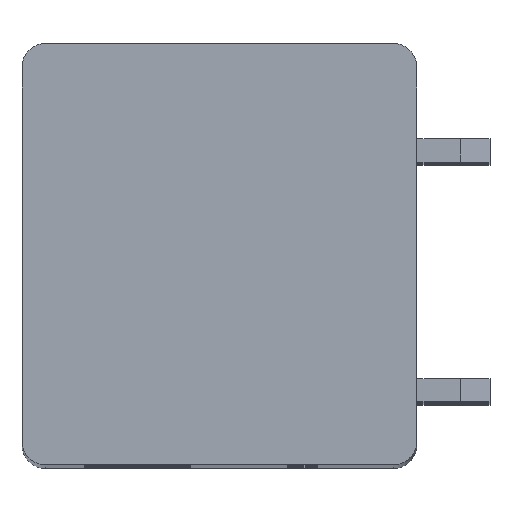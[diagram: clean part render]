
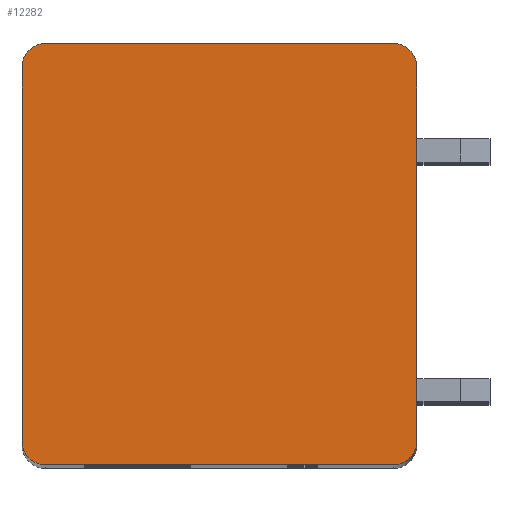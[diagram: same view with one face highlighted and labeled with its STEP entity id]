
A CAD part, top view. The second image highlights one B-rep face of the part: STEP entity #12282.
In plain terms, the highlighted planar face has unit normal (0, 0, 1).
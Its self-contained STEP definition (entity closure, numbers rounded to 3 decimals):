
#1905=CARTESIAN_POINT('',(-5.95,6.4,2.5));
#1906=DIRECTION('',(0.,0.,1.));
#1907=DIRECTION('',(0.,1.,0.));
#1908=AXIS2_PLACEMENT_3D('',#1905,#1906,#1907);
#1910=DIRECTION('',(-1.,0.,0.));
#1911=VECTOR('',#1910,11.9);
#1912=CARTESIAN_POINT('',(5.95,7.2,2.5));
#1913=LINE('',#1912,#1911);
#1914=CARTESIAN_POINT('',(5.95,6.4,2.5));
#1915=DIRECTION('',(0.,0.,1.));
#1916=DIRECTION('',(1.,0.,0.));
#1917=AXIS2_PLACEMENT_3D('',#1914,#1915,#1916);
#1919=DIRECTION('',(0.,1.,0.));
#1920=VECTOR('',#1919,12.8);
#1921=CARTESIAN_POINT('',(6.75,-6.4,2.5));
#1922=LINE('',#1921,#1920);
#1923=CARTESIAN_POINT('',(5.95,-6.4,2.5));
#1924=DIRECTION('',(0.,0.,1.));
#1925=DIRECTION('',(0.,-1.,0.));
#1926=AXIS2_PLACEMENT_3D('',#1923,#1924,#1925);
#1928=DIRECTION('',(1.,0.,0.));
#1929=VECTOR('',#1928,11.9);
#1930=CARTESIAN_POINT('',(-5.95,-7.2,2.5));
#1931=LINE('',#1930,#1929);
#1932=CARTESIAN_POINT('',(-5.95,-6.4,2.5));
#1933=DIRECTION('',(0.,0.,1.));
#1934=DIRECTION('',(-1.,0.,0.));
#1935=AXIS2_PLACEMENT_3D('',#1932,#1933,#1934);
#1937=DIRECTION('',(0.,-1.,0.));
#1938=VECTOR('',#1937,12.8);
#1939=CARTESIAN_POINT('',(-6.75,6.4,2.5));
#1940=LINE('',#1939,#1938);
#8875=CARTESIAN_POINT('',(-5.95,7.2,2.5));
#8876=VERTEX_POINT('',#8875);
#8877=CARTESIAN_POINT('',(-6.75,6.4,2.5));
#8878=VERTEX_POINT('',#8877);
#8883=CARTESIAN_POINT('',(6.75,6.4,2.5));
#8884=VERTEX_POINT('',#8883);
#8885=CARTESIAN_POINT('',(5.95,7.2,2.5));
#8886=VERTEX_POINT('',#8885);
#8891=CARTESIAN_POINT('',(-6.75,-6.4,2.5));
#8892=VERTEX_POINT('',#8891);
#8893=CARTESIAN_POINT('',(-5.95,-7.2,2.5));
#8894=VERTEX_POINT('',#8893);
#8899=CARTESIAN_POINT('',(5.95,-7.2,2.5));
#8900=VERTEX_POINT('',#8899);
#8901=CARTESIAN_POINT('',(6.75,-6.4,2.5));
#8902=VERTEX_POINT('',#8901);
#12267=CARTESIAN_POINT('',(0.,0.,2.5));
#12268=DIRECTION('',(0.,0.,1.));
#12269=DIRECTION('',(1.,0.,0.));
#12270=AXIS2_PLACEMENT_3D('',#12267,#12268,#12269);
#12271=PLANE('',#12270);
#12272=ORIENTED_EDGE('',*,*,#11155,.F.);
#12273=ORIENTED_EDGE('',*,*,#11171,.F.);
#12274=ORIENTED_EDGE('',*,*,#11520,.F.);
#12275=ORIENTED_EDGE('',*,*,#11535,.F.);
#12276=ORIENTED_EDGE('',*,*,#11828,.F.);
#12277=ORIENTED_EDGE('',*,*,#11841,.F.);
#12278=ORIENTED_EDGE('',*,*,#12248,.F.);
#12279=ORIENTED_EDGE('',*,*,#12260,.F.);
#12280=EDGE_LOOP('',(#12272,#12273,#12274,#12275,#12276,#12277,#12278,#12279));
#12281=FACE_OUTER_BOUND('',#12280,.F.);
#1909=CIRCLE('',#1908,0.8);
#1918=CIRCLE('',#1917,0.8);
#1927=CIRCLE('',#1926,0.8);
#1936=CIRCLE('',#1935,0.8);
#11155=EDGE_CURVE('',#8876,#8878,#1909,.T.);
#11171=EDGE_CURVE('',#8886,#8876,#1913,.T.);
#11520=EDGE_CURVE('',#8884,#8886,#1918,.T.);
#11535=EDGE_CURVE('',#8902,#8884,#1922,.T.);
#11828=EDGE_CURVE('',#8900,#8902,#1927,.T.);
#11841=EDGE_CURVE('',#8894,#8900,#1931,.T.);
#12248=EDGE_CURVE('',#8892,#8894,#1936,.T.);
#12260=EDGE_CURVE('',#8878,#8892,#1940,.T.);
#12282=ADVANCED_FACE('',(#12281),#12271,.T.);
